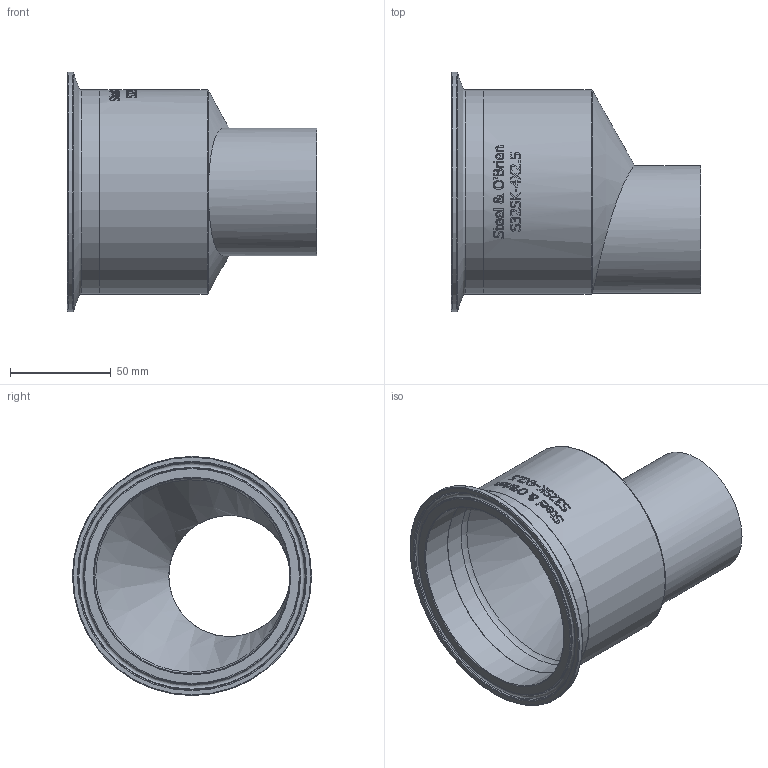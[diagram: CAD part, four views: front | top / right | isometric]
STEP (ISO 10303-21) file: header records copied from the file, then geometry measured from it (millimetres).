
FILE_DESCRIPTION(/* description */ (''),/* implementation_level */ '2;1');
FILE_NAME(/* name */ 'S32SK-4X25.stp',/* time_stamp */ '2018-11-29T13:37:14-05:00',/* author */ ('rick'),/* organization */ (''),/* preprocessor_version */ 'ST-DEVELOPER v15.2',/* originating_system */ 'Autodesk Inventor 2014',/* authorisation */ '');
FILE_SCHEMA (('AUTOMOTIVE_DESIGN { 1 0 10303 214 3 1 1 }'));
Length unit declared in the file: inch
Products named in the file (1): S32SK-4X25
Bounding box: 123.83 x 118.92 x 118.92 mm (x, y, z)
Volume: 210087.7 mm3; surface area: 74375.8 mm2
Topology: 1 solids, 1 shells, 430 faces, 1157 edges, 764 vertices
Faces by surface type: bspline 207, plane 166, cylinder 41, torus 11, cone 5
Full cylindrical faces by diameter (mm): 60.198 x1, 63.5 x1, 97.384 x2, 101.6 x2, 118.923 x1
Entity records: 17222 total; most frequent: CARTESIAN_POINT 7669, ORIENTED_EDGE 2264, DIRECTION 1382, EDGE_CURVE 1132, VERTEX_POINT 762, LINE 498, VECTOR 498, EDGE_LOOP 490
